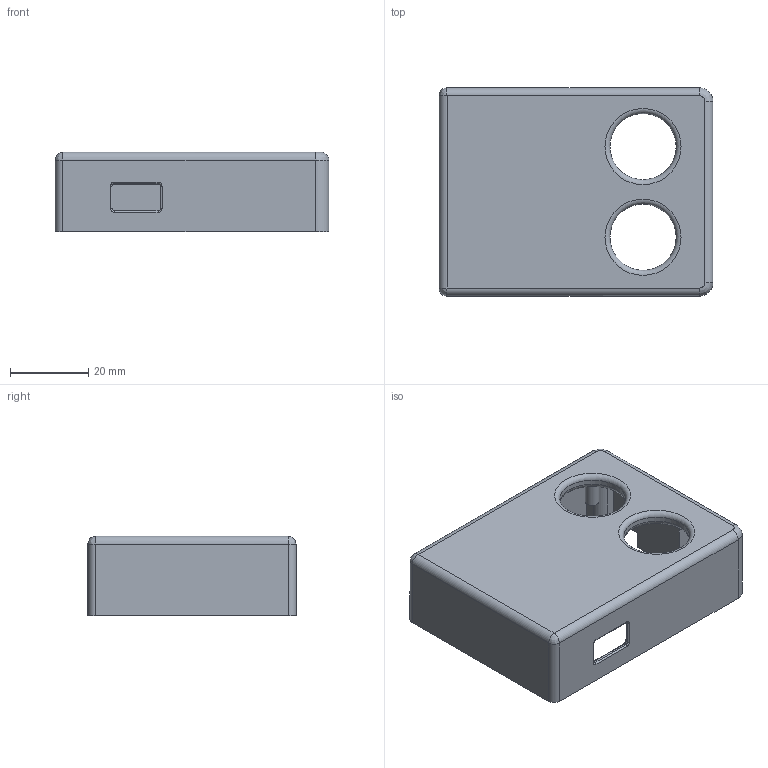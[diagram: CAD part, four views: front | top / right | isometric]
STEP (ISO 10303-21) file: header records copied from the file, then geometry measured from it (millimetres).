
FILE_DESCRIPTION(/* description */ (''),/* implementation_level */ '2;1');
FILE_NAME(/* name */ 'Oscillator Bottom v4.step',/* time_stamp */ '2019-06-13T16:03:24-04:00',/* author */ (''),/* organization */ (''),/* preprocessor_version */ 'ST-DEVELOPER v18',/* originating_system */ 'Autodesk Translation Framework v8.2.0.1029',/* authorisation */ '');
FILE_SCHEMA (('AUTOMOTIVE_DESIGN { 1 0 10303 214 3 1 1 }'));
Length unit declared in the file: inch
Products named in the file (1): Oscillator Bottom
Bounding box: 69.85 x 53.09 x 20.32 mm (x, y, z)
Volume: 20800 mm3; surface area: 17234 mm2
Topology: 1 solids, 1 shells, 133 faces, 309 edges, 196 vertices
Faces by surface type: plane 72, cylinder 45, torus 12, bspline 4
Full cylindrical faces by diameter (mm): 1.778 x10, 2.261 x2, 3.556 x3, 5.334 x2, 16.891 x2
Entity records: 3895 total; most frequent: CARTESIAN_POINT 730, DIRECTION 680, ORIENTED_EDGE 616, EDGE_CURVE 308, AXIS2_PLACEMENT_3D 244, VERTEX_POINT 196, LINE 192, VECTOR 192
